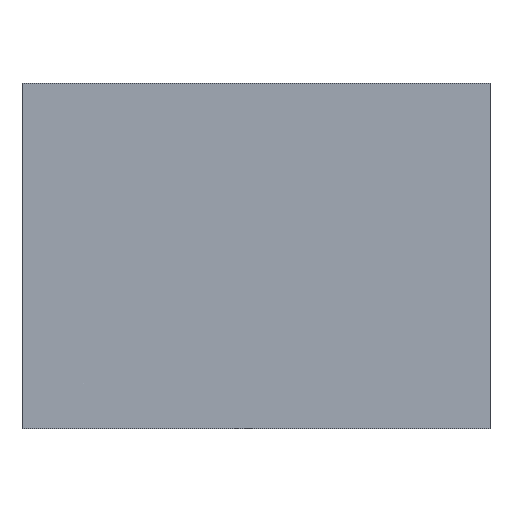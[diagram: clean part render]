
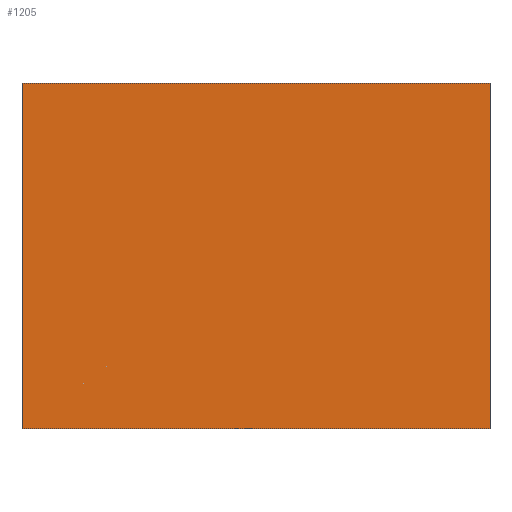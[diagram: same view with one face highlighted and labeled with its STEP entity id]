
A CAD part, front view. The second image highlights one B-rep face of the part: STEP entity #1205.
In plain terms, the highlighted planar face has unit normal (0, -1, 0).
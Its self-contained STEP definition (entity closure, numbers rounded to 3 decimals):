
#73=LINE('',#1855,#175);
#96=LINE('',#1929,#198);
#99=LINE('',#1939,#201);
#100=LINE('',#1943,#202);
#175=VECTOR('',#1456,1000.);
#198=VECTOR('',#1513,1000.);
#201=VECTOR('',#1522,1000.);
#202=VECTOR('',#1527,1000.);
#331=ORIENTED_EDGE('',*,*,#674,.T.);
#332=ORIENTED_EDGE('',*,*,#676,.F.);
#333=ORIENTED_EDGE('',*,*,#669,.F.);
#334=ORIENTED_EDGE('',*,*,#633,.T.);
#633=EDGE_CURVE('',#808,#807,#73,.T.);
#669=EDGE_CURVE('',#808,#840,#96,.T.);
#674=EDGE_CURVE('',#807,#845,#99,.T.);
#676=EDGE_CURVE('',#840,#845,#100,.T.);
#807=VERTEX_POINT('',#1854);
#808=VERTEX_POINT('',#1856);
#840=VERTEX_POINT('',#1926);
#845=VERTEX_POINT('',#1938);
#990=EDGE_LOOP('',(#331,#332,#333,#334));
#1084=FACE_BOUND('',#990,.T.);
#1170=PLANE('',#1315);
#1205=ADVANCED_FACE('',(#1084),#1170,.F.);
#1315=AXIS2_PLACEMENT_3D('',#1942,#1525,#1526);
#1456=DIRECTION('',(0.,0.,-1.));
#1513=DIRECTION('',(1.,0.,0.));
#1522=DIRECTION('',(1.,0.,0.));
#1525=DIRECTION('',(0.,1.,0.));
#1526=DIRECTION('',(0.,0.,1.));
#1527=DIRECTION('',(0.,0.,-1.));
#1854=CARTESIAN_POINT('',(-46.,0.,-34.));
#1855=CARTESIAN_POINT('',(-46.,0.,34.));
#1856=CARTESIAN_POINT('',(-46.,0.,34.));
#1926=CARTESIAN_POINT('',(46.,0.,34.));
#1929=CARTESIAN_POINT('',(-46.,0.,34.));
#1938=CARTESIAN_POINT('',(46.,0.,-34.));
#1939=CARTESIAN_POINT('',(-46.,0.,-34.));
#1942=CARTESIAN_POINT('',(-46.,0.,34.));
#1943=CARTESIAN_POINT('',(46.,0.,34.));
